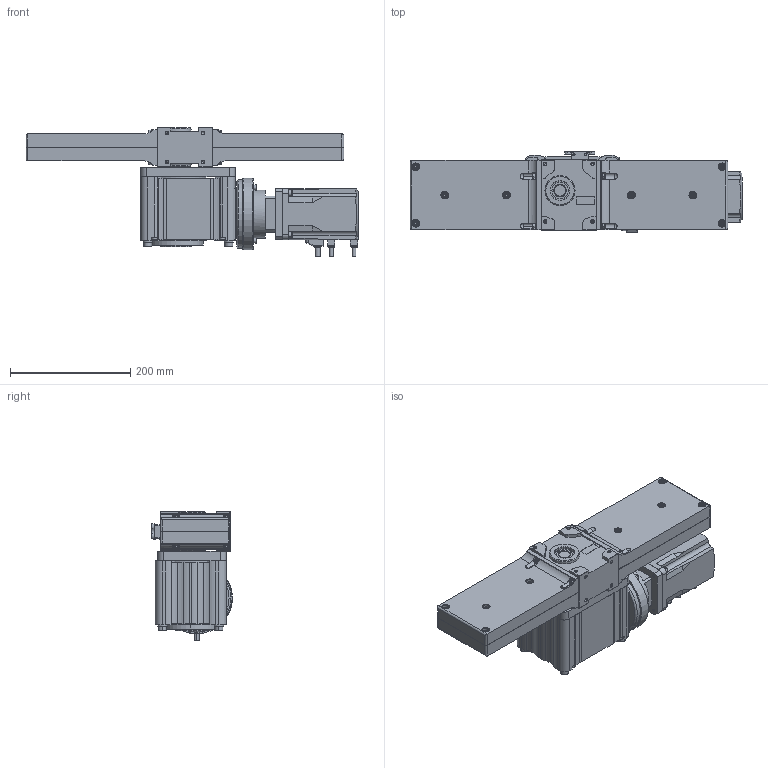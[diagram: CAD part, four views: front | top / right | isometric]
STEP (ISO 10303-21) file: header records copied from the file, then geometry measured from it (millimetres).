
FILE_DESCRIPTION (( 'STEP AP203' ), '1' );
FILE_NAME ('ZCA35K_AZ_750st.STEP', '2025-01-23T07:00:46', ( '' ), ( '' ), 'SwSTEP 2.0', 'SolidWorks 2019', '' );
FILE_SCHEMA (( 'CONFIG_CONTROL_DESIGN' ));
Length unit declared in the file: millimetre
Products named in the file (1): ZCA35K_AZ_750st
Bounding box: 552.74 x 134.5 x 214.5 mm (x, y, z)
Volume: 6333936.4 mm3; surface area: 544249.8 mm2
Topology: 17 solids, 17 shells, 2158 faces, 5272 edges, 3310 vertices
Faces by surface type: plane 981, cylinder 711, cone 337, torus 114, sphere 10, bspline 5
Entity records: 65803 total; most frequent: CARTESIAN_POINT 14011, DIRECTION 11285, ORIENTED_EDGE 10400, EDGE_CURVE 5200, AXIS2_PLACEMENT_3D 4172, VERTEX_POINT 3306, LINE 2941, VECTOR 2941
